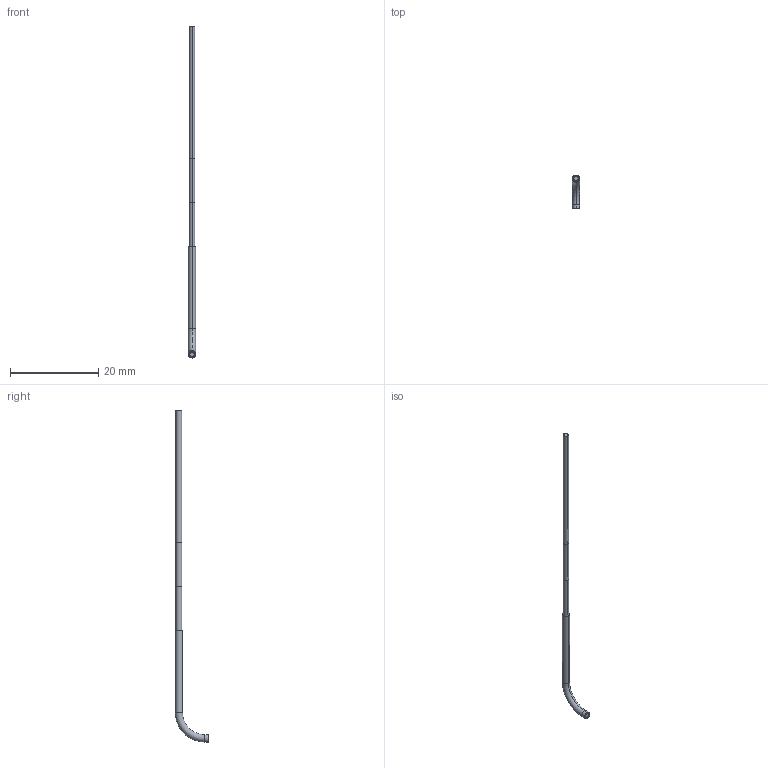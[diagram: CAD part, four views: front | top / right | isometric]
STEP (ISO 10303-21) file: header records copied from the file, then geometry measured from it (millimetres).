
FILE_DESCRIPTION((''),'2;1');
FILE_NAME('193367_ASM','2016-03-02T',('pdmadmin'),(''),'PRO/ENGINEER BY PARAMETRIC TECHNOLOGY CORPORATION, 2013230','PRO/ENGINEER BY PARAMETRIC TECHNOLOGY CORPORATION, 2013230','');
FILE_SCHEMA(('CONFIG_CONTROL_DESIGN'));
Length unit declared in the file: inch
Products named in the file (5): 58132_AF0; 39414_AF0; FIBER_CORE_1MM_AF0; 56113_ASM; 193367_ASM
Assembly tree (4 placements, depth 3):
  193367_ASM
    56113_ASM
      58132_AF0
      39414_AF0
      FIBER_CORE_1MM_AF0
Bounding box: 1.65 x 7.62 x 75.4 mm (x, y, z)
Volume: 87.5 mm3; surface area: 648.5 mm2
Topology: 3 solids, 4 shells, 32 faces, 62 edges, 36 vertices
Faces by surface type: cylinder 18, plane 6, torus 4, bspline 4
Entity records: 1137 total; most frequent: CARTESIAN_POINT 328, DIRECTION 182, ORIENTED_EDGE 120, AXIS2_PLACEMENT_3D 82, EDGE_CURVE 62, CIRCLE 40, VERTEX_POINT 36, EDGE_LOOP 34
